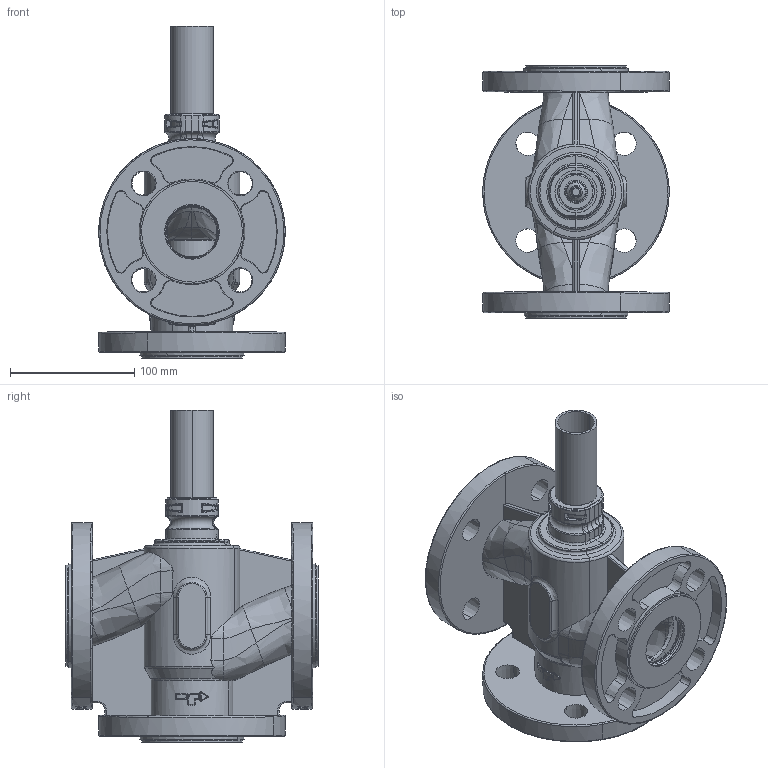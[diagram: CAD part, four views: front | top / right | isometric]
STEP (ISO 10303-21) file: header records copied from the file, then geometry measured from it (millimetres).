
FILE_DESCRIPTION(('CATIA V5 STEP Exchange'),'2;1');
FILE_NAME('6037s7.stp','2012-03-29T07:01:09+00:00',('none'),('none'),'CATIA Version 5 Release 20 SP 6 (IN-10)','CATIA V5 STEP AP203','none');
FILE_SCHEMA(('CONFIG_CONTROL_DESIGN'));
Products named in the file (2): 6037s7; 954-1367s1
Assembly tree (15 placements, depth 3):
  6037s7
    #58
    954-1367s1
      #62621
      #64976  x2
      #65099  x2
      #65475
    #65657
    #66305
    #67489
    #69070
    #69239  x3
Bounding box: 149.97 x 203 x 267 mm (x, y, z)
Volume: 1074463.8 mm3; surface area: 349622.6 mm2
Topology: 14 solids, 14 shells, 1499 faces, 3532 edges, 2049 vertices
Faces by surface type: bspline 520, cylinder 327, cone 225, torus 184, plane 158, sphere 49, extrusion 36
Entity records: 69371 total; most frequent: CARTESIAN_POINT 41824, ORIENTED_EDGE 6872, EDGE_CURVE 3436, DIRECTION 3230, VERTEX_POINT 2013, AXIS2_PLACEMENT_3D 1784, B_SPLINE_CURVE_WITH_KNOTS 1658, EDGE_LOOP 1539
